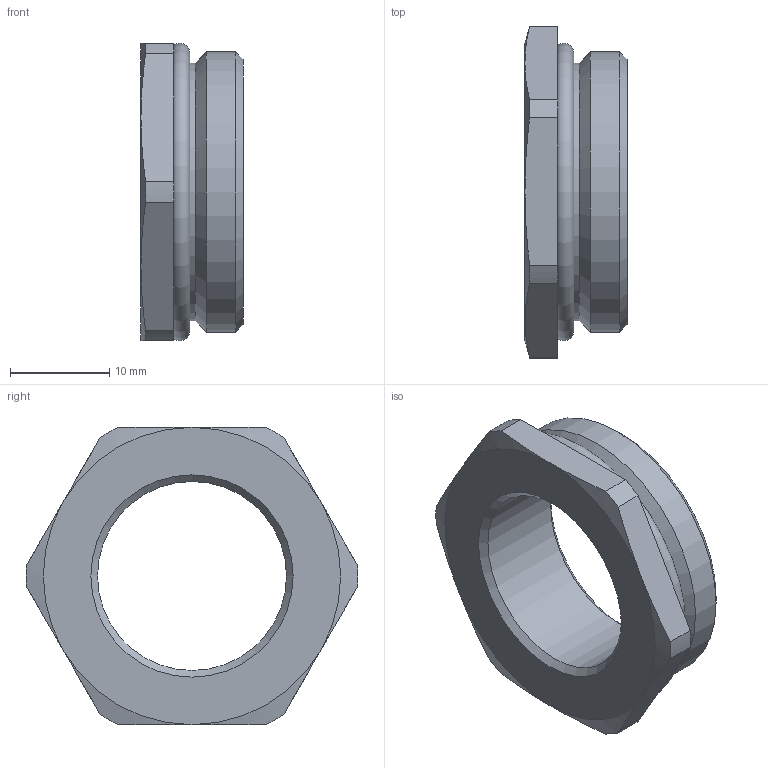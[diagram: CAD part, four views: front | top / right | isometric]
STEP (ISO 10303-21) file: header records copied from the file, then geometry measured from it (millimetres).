
FILE_DESCRIPTION( ( 'STEP AP203' ), '1' );
FILE_NAME( 'RSD-Ms_1_077_2113_01_2_03.stp', ' ', ( ' ' ), ( ' ' ), 'PSStep 15.0.47', 'PARTsolutions', ' ' );
FILE_SCHEMA( ( 'CONFIG_CONTROL_DESIGN' ) );
Length unit declared in the file: millimetre
Products named in the file (3): RSD-Ms 1.077.2113.01; HI_RSD-Ms 1.077.2113.01-Reduction; HI_RSD-Ms 1.077.2113.01-O-Ring
Assembly tree (2 placements, depth 2):
  RSD-Ms 1.077.2113.01
    HI_RSD-Ms 1.077.2113.01-Reduction
    HI_RSD-Ms 1.077.2113.01-O-Ring
Bounding box: 10.3 x 33.49 x 30 mm (x, y, z)
Volume: 3833.2 mm3; surface area: 3296.2 mm2
Topology: 2 solids, 2 shells, 31 faces, 70 edges, 42 vertices
Faces by surface type: cone 11, plane 9, cylinder 9, torus 2
Full cylindrical faces by diameter (mm): 19.06 x1, 26 x1, 28.3 x1
Entity records: 954 total; most frequent: CARTESIAN_POINT 195, DIRECTION 144, ORIENTED_EDGE 118, AXIS2_PLACEMENT_3D 63, EDGE_CURVE 59, EDGE_LOOP 42, VERTEX_POINT 42, FACE_OUTER_BOUND 34
